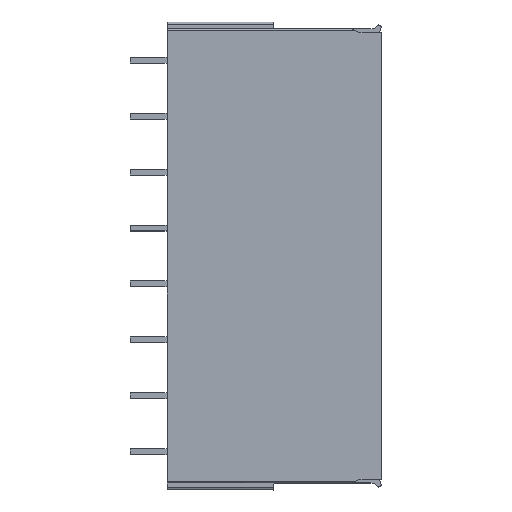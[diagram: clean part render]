
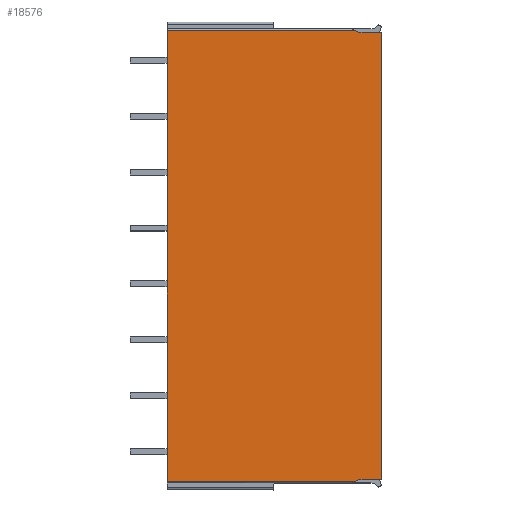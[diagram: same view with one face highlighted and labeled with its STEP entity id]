
A CAD part, top view. The second image highlights one B-rep face of the part: STEP entity #18576.
In plain terms, the highlighted planar face has unit normal (0, 0, 1).
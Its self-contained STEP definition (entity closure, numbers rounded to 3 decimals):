
#1551=DIRECTION('',(0.,1.,0.));
#1552=VECTOR('',#1551,60.96);
#1553=CARTESIAN_POINT('',(14.625,1.4,7.145));
#1554=LINE('',#1553,#1552);
#5200=CARTESIAN_POINT('',(-14.625,62.608,7.143));
#5208=CARTESIAN_POINT('',(-14.625,1.152,7.143));
#6322=DIRECTION('',(-0.907,0.421,-0.004));
#6323=VECTOR('',#6322,0.594);
#6324=CARTESIAN_POINT('',(11.525,62.36,7.145));
#6325=LINE('',#6324,#6323);
#6326=DIRECTION('',(-1.,0.,0.));
#6327=VECTOR('',#6326,3.1);
#6328=CARTESIAN_POINT('',(14.625,62.36,7.145));
#6329=LINE('',#6328,#6327);
#6330=DIRECTION('',(-1.,0.,0.));
#6331=VECTOR('',#6330,3.1);
#6332=CARTESIAN_POINT('',(14.625,1.4,7.145));
#6333=LINE('',#6332,#6331);
#6334=DIRECTION('',(-0.907,-0.421,-0.004));
#6335=VECTOR('',#6334,0.594);
#6336=CARTESIAN_POINT('',(11.525,1.4,7.145));
#6337=LINE('',#6336,#6335);
#6338=DIRECTION('',(1.,0.,0.));
#6339=VECTOR('',#6338,25.611);
#6340=CARTESIAN_POINT('',(-14.625,1.152,7.143));
#6341=LINE('',#6340,#6339);
#6342=DIRECTION('',(0.,1.,0.));
#6343=VECTOR('',#6342,61.456);
#6344=CARTESIAN_POINT('',(-14.625,1.152,7.143));
#6345=LINE('',#6344,#6343);
#6346=DIRECTION('',(-1.,0.,0.));
#6347=VECTOR('',#6346,25.611);
#6348=CARTESIAN_POINT('',(10.986,62.61,7.143));
#6349=LINE('',#6348,#6347);
#8383=CARTESIAN_POINT('',(14.625,1.4,7.145));
#8384=CARTESIAN_POINT('',(11.525,1.4,7.145));
#8385=VERTEX_POINT('',#8383);
#8386=VERTEX_POINT('',#8384);
#8421=VERTEX_POINT('',#5208);
#8430=CARTESIAN_POINT('',(10.986,1.15,7.143));
#8431=VERTEX_POINT('',#8430);
#8885=VERTEX_POINT('',#5200);
#9033=CARTESIAN_POINT('',(11.525,62.36,7.145));
#9035=VERTEX_POINT('',#9033);
#9095=CARTESIAN_POINT('',(10.986,62.61,7.143));
#9096=VERTEX_POINT('',#9095);
#9097=CARTESIAN_POINT('',(14.625,62.36,7.145));
#9098=VERTEX_POINT('',#9097);
#18558=CARTESIAN_POINT('',(-14.625,0.,7.145));
#18559=DIRECTION('',(0.,0.,1.));
#18560=DIRECTION('',(1.,0.,0.));
#18561=AXIS2_PLACEMENT_3D('',#18558,#18559,#18560);
#18562=PLANE('',#18561);
#18563=ORIENTED_EDGE('',*,*,#17492,.F.);
#18564=ORIENTED_EDGE('',*,*,#18553,.F.);
#18565=ORIENTED_EDGE('',*,*,#10788,.F.);
#18567=ORIENTED_EDGE('',*,*,#18566,.T.);
#18569=ORIENTED_EDGE('',*,*,#18568,.T.);
#18571=ORIENTED_EDGE('',*,*,#18570,.F.);
#18572=ORIENTED_EDGE('',*,*,#17201,.T.);
#18573=ORIENTED_EDGE('',*,*,#17475,.F.);
#18574=EDGE_LOOP('',(#18563,#18564,#18565,#18567,#18569,#18571,#18572,#18573));
#18575=FACE_OUTER_BOUND('',#18574,.F.);
#18576=ADVANCED_FACE('',(#18575),#18562,.T.);
#10788=EDGE_CURVE('',#8385,#9098,#1554,.T.);
#17201=EDGE_CURVE('',#8421,#8885,#6345,.T.);
#17475=EDGE_CURVE('',#9096,#8885,#6349,.T.);
#17492=EDGE_CURVE('',#9035,#9096,#6325,.T.);
#18553=EDGE_CURVE('',#9098,#9035,#6329,.T.);
#18566=EDGE_CURVE('',#8385,#8386,#6333,.T.);
#18568=EDGE_CURVE('',#8386,#8431,#6337,.T.);
#18570=EDGE_CURVE('',#8421,#8431,#6341,.T.);
